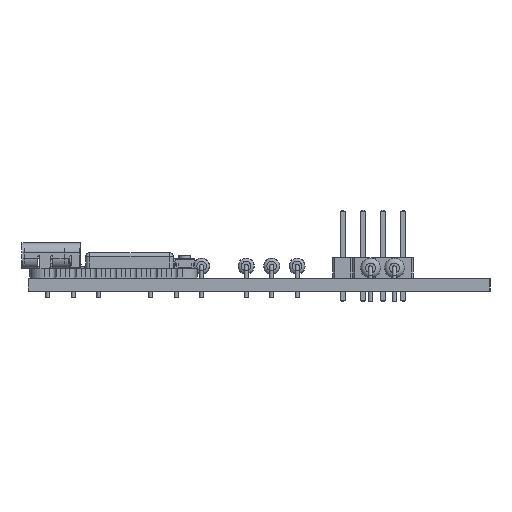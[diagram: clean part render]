
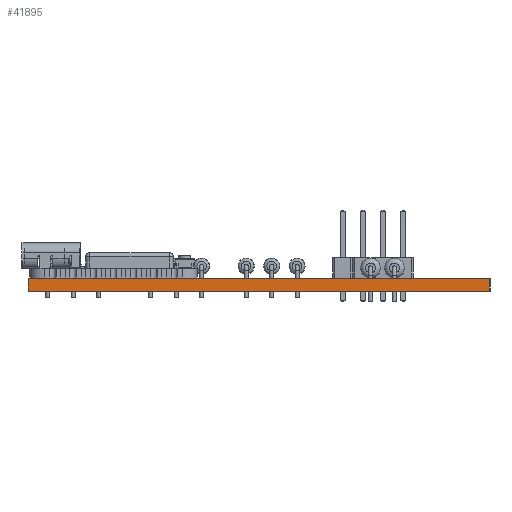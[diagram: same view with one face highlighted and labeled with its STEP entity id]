
A CAD part, left-side view. The second image highlights one B-rep face of the part: STEP entity #41895.
In plain terms, the highlighted planar face has unit normal (-1, 0, 0).
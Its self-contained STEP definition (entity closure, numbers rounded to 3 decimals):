
#41839 = VERTEX_POINT('',#41840);
#41840 = CARTESIAN_POINT('',(16.,-73.,1.6));
#41846 = EDGE_CURVE('',#41847,#41839,#41849,.T.);
#41847 = VERTEX_POINT('',#41848);
#41848 = CARTESIAN_POINT('',(16.,-73.,0.));
#41849 = LINE('',#41850,#41851);
#41850 = CARTESIAN_POINT('',(16.,-73.,0.));
#41851 = VECTOR('',#41852,1.);
#41852 = DIRECTION('',(0.,0.,1.));
#41895 = ADVANCED_FACE('',(#41896),#41921,.T.);
#41896 = FACE_BOUND('',#41897,.T.);
#41897 = EDGE_LOOP('',(#41898,#41899,#41907,#41915));
#41898 = ORIENTED_EDGE('',*,*,#41846,.T.);
#41899 = ORIENTED_EDGE('',*,*,#41900,.T.);
#41900 = EDGE_CURVE('',#41839,#41901,#41903,.T.);
#41901 = VERTEX_POINT('',#41902);
#41902 = CARTESIAN_POINT('',(16.,-15.,1.6));
#41903 = LINE('',#41904,#41905);
#41904 = CARTESIAN_POINT('',(16.,-73.,1.6));
#41905 = VECTOR('',#41906,1.);
#41906 = DIRECTION('',(0.,1.,0.));
#41907 = ORIENTED_EDGE('',*,*,#41908,.F.);
#41908 = EDGE_CURVE('',#41909,#41901,#41911,.T.);
#41909 = VERTEX_POINT('',#41910);
#41910 = CARTESIAN_POINT('',(16.,-15.,0.));
#41911 = LINE('',#41912,#41913);
#41912 = CARTESIAN_POINT('',(16.,-15.,0.));
#41913 = VECTOR('',#41914,1.);
#41914 = DIRECTION('',(0.,0.,1.));
#41915 = ORIENTED_EDGE('',*,*,#41916,.F.);
#41916 = EDGE_CURVE('',#41847,#41909,#41917,.T.);
#41917 = LINE('',#41918,#41919);
#41918 = CARTESIAN_POINT('',(16.,-73.,0.));
#41919 = VECTOR('',#41920,1.);
#41920 = DIRECTION('',(0.,1.,0.));
#41921 = PLANE('',#41922);
#41922 = AXIS2_PLACEMENT_3D('',#41923,#41924,#41925);
#41923 = CARTESIAN_POINT('',(16.,-73.,0.));
#41924 = DIRECTION('',(-1.,0.,0.));
#41925 = DIRECTION('',(0.,1.,0.));
